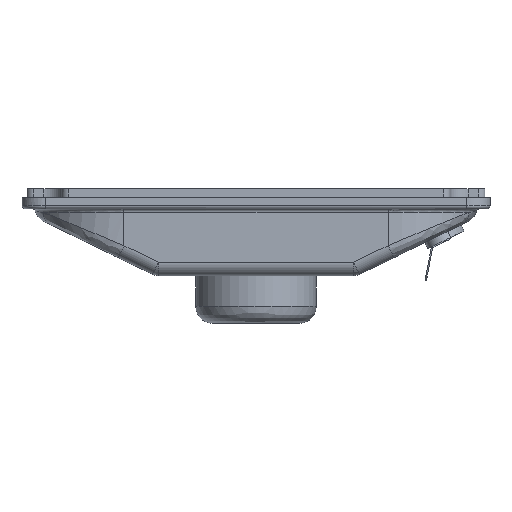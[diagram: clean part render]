
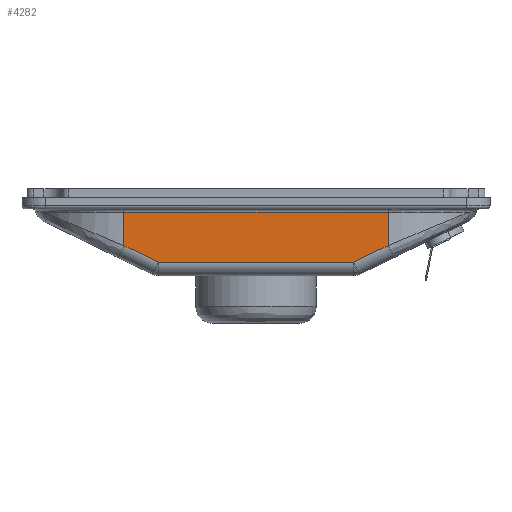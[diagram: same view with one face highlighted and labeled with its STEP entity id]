
A CAD part, left-side view. The second image highlights one B-rep face of the part: STEP entity #4282.
In plain terms, the highlighted free-form (B-spline) face has degree [1, 1] with [2, 2] control points.
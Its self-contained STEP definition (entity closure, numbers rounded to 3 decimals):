
#4044 = EDGE_CURVE('',#4045,#4047,#4049,.T.);
#4045 = VERTEX_POINT('',#4046);
#4046 = CARTESIAN_POINT('',(-16.815,-25.065,
    -10.771));
#4047 = VERTEX_POINT('',#4048);
#4048 = CARTESIAN_POINT('',(-16.815,-25.065,
    -4.442));
#4049 = B_SPLINE_CURVE_WITH_KNOTS('',1,(#4050,#4051),.UNSPECIFIED.,.F.,
  .F.,(2,2),(-5.487,-0.5),.PIECEWISE_BEZIER_KNOTS.);
#4050 = CARTESIAN_POINT('',(-16.815,-25.065,
    -10.771));
#4051 = CARTESIAN_POINT('',(-16.815,-25.065,
    -4.442));
#4113 = VERTEX_POINT('',#4114);
#4114 = CARTESIAN_POINT('',(-16.815,25.065,
    -4.442));
#4123 = VERTEX_POINT('',#4124);
#4124 = CARTESIAN_POINT('',(-16.815,25.065,
    -10.771));
#4131 = EDGE_CURVE('',#4113,#4123,#4132,.T.);
#4132 = B_SPLINE_CURVE_WITH_KNOTS('',1,(#4133,#4134),.UNSPECIFIED.,.F.,
  .F.,(2,2),(0.5,5.487),.PIECEWISE_BEZIER_KNOTS.);
#4133 = CARTESIAN_POINT('',(-16.815,25.065,
    -4.442));
#4134 = CARTESIAN_POINT('',(-16.815,25.065,
    -10.771));
#4282 = ADVANCED_FACE('',(#4283),#4311,.F.);
#4283 = FACE_BOUND('',#4284,.T.);
#4284 = EDGE_LOOP('',(#4285,#4286,#4293,#4300,#4305,#4306));
#4285 = ORIENTED_EDGE('',*,*,#4131,.T.);
#4286 = ORIENTED_EDGE('',*,*,#4287,.T.);
#4287 = EDGE_CURVE('',#4123,#4288,#4290,.T.);
#4288 = VERTEX_POINT('',#4289);
#4289 = CARTESIAN_POINT('',(-16.815,18.526,
    -13.96));
#4290 = B_SPLINE_CURVE_WITH_KNOTS('',1,(#4291,#4292),.UNSPECIFIED.,.F.,
  .F.,(2,2),(-45.006,-39.274),.PIECEWISE_BEZIER_KNOTS.);
#4291 = CARTESIAN_POINT('',(-16.815,25.065,
    -10.771));
#4292 = CARTESIAN_POINT('',(-16.815,18.526,
    -13.96));
#4293 = ORIENTED_EDGE('',*,*,#4294,.T.);
#4294 = EDGE_CURVE('',#4288,#4295,#4297,.T.);
#4295 = VERTEX_POINT('',#4296);
#4296 = CARTESIAN_POINT('',(-16.815,-18.526,
    -13.96));
#4297 = B_SPLINE_CURVE_WITH_KNOTS('',1,(#4298,#4299),.UNSPECIFIED.,.F.,
  .F.,(2,2),(-29.658,-0.462),.PIECEWISE_BEZIER_KNOTS.);
#4298 = CARTESIAN_POINT('',(-16.815,18.526,
    -13.96));
#4299 = CARTESIAN_POINT('',(-16.815,-18.526,
    -13.96));
#4300 = ORIENTED_EDGE('',*,*,#4301,.T.);
#4301 = EDGE_CURVE('',#4295,#4045,#4302,.T.);
#4302 = B_SPLINE_CURVE_WITH_KNOTS('',1,(#4303,#4304),.UNSPECIFIED.,.F.,
  .F.,(2,2),(-20.046,-14.314),.PIECEWISE_BEZIER_KNOTS.);
#4303 = CARTESIAN_POINT('',(-16.815,-18.526,
    -13.96));
#4304 = CARTESIAN_POINT('',(-16.815,-25.065,
    -10.771));
#4305 = ORIENTED_EDGE('',*,*,#4044,.T.);
#4306 = ORIENTED_EDGE('',*,*,#4307,.T.);
#4307 = EDGE_CURVE('',#4047,#4113,#4308,.T.);
#4308 = B_SPLINE_CURVE_WITH_KNOTS('',1,(#4309,#4310),.UNSPECIFIED.,.F.,
  .F.,(2,2),(13.25,52.75),.PIECEWISE_BEZIER_KNOTS.);
#4309 = CARTESIAN_POINT('',(-16.815,-25.065,
    -4.442));
#4310 = CARTESIAN_POINT('',(-16.815,25.065,
    -4.442));
#4311 = B_SPLINE_SURFACE_WITH_KNOTS('',1,1,(
    (#4312,#4313)
    ,(#4314,#4315
    )),.UNSPECIFIED.,.F.,.F.,.F.,(2,2),(2,2),(0.5,8.),(13.25,52.75),
  .PIECEWISE_BEZIER_KNOTS.);
#4312 = CARTESIAN_POINT('',(-16.815,-25.065,
    -4.442));
#4313 = CARTESIAN_POINT('',(-16.815,25.065,
    -4.442));
#4314 = CARTESIAN_POINT('',(-16.815,-25.065,
    -13.96));
#4315 = CARTESIAN_POINT('',(-16.815,25.065,
    -13.96));
